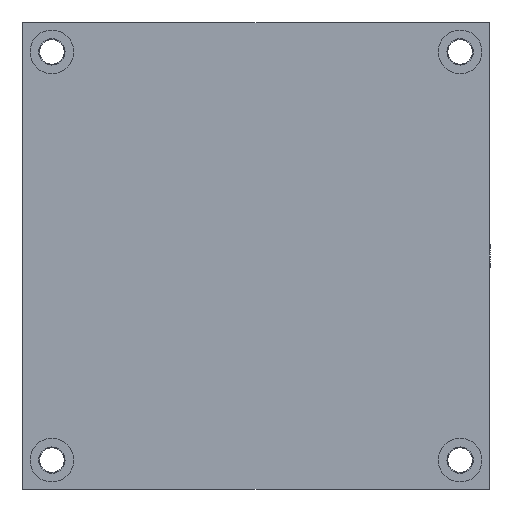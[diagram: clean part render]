
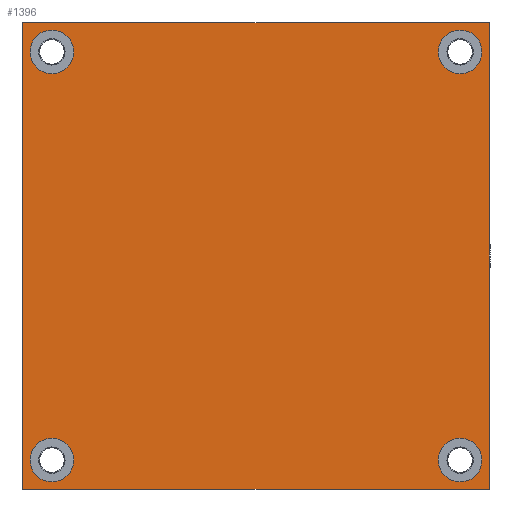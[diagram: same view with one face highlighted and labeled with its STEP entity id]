
A CAD part, front view. The second image highlights one B-rep face of the part: STEP entity #1396.
In plain terms, the highlighted planar face has unit normal (0, -1, 0).
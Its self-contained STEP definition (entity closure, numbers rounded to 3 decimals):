
#86=FACE_BOUND('',#487,.T.);
#87=FACE_BOUND('',#488,.T.);
#88=FACE_BOUND('',#489,.T.);
#89=FACE_BOUND('',#490,.T.);
#152=LINE('',#2545,#219);
#154=LINE('',#2550,#221);
#156=LINE('',#2554,#223);
#157=LINE('',#2555,#224);
#219=VECTOR('',#2039,10.);
#221=VECTOR('',#2043,10.);
#223=VECTOR('',#2047,10.);
#224=VECTOR('',#2048,10.);
#364=FACE_OUTER_BOUND('',#486,.T.);
#486=EDGE_LOOP('',(#1153,#1154,#1155,#1156));
#487=EDGE_LOOP('',(#1157));
#488=EDGE_LOOP('',(#1158));
#489=EDGE_LOOP('',(#1159));
#490=EDGE_LOOP('',(#1160));
#583=CIRCLE('',#1600,7.5);
#588=CIRCLE('',#1609,7.5);
#593=CIRCLE('',#1618,7.5);
#598=CIRCLE('',#1627,7.5);
#691=VERTEX_POINT('',#2445);
#696=VERTEX_POINT('',#2461);
#701=VERTEX_POINT('',#2477);
#706=VERTEX_POINT('',#2493);
#718=VERTEX_POINT('',#2539);
#720=VERTEX_POINT('',#2543);
#722=VERTEX_POINT('',#2548);
#723=VERTEX_POINT('',#2553);
#829=EDGE_CURVE('',#691,#691,#583,.T.);
#836=EDGE_CURVE('',#696,#696,#588,.T.);
#843=EDGE_CURVE('',#701,#701,#593,.T.);
#850=EDGE_CURVE('',#706,#706,#598,.T.);
#874=EDGE_CURVE('',#718,#720,#152,.T.);
#876=EDGE_CURVE('',#722,#720,#154,.T.);
#878=EDGE_CURVE('',#722,#723,#156,.T.);
#879=EDGE_CURVE('',#723,#718,#157,.T.);
#1153=ORIENTED_EDGE('',*,*,#878,.T.);
#1154=ORIENTED_EDGE('',*,*,#879,.T.);
#1155=ORIENTED_EDGE('',*,*,#874,.T.);
#1156=ORIENTED_EDGE('',*,*,#876,.F.);
#1157=ORIENTED_EDGE('',*,*,#829,.T.);
#1158=ORIENTED_EDGE('',*,*,#836,.T.);
#1159=ORIENTED_EDGE('',*,*,#843,.T.);
#1160=ORIENTED_EDGE('',*,*,#850,.T.);
#1317=PLANE('',#1652);
#1396=ADVANCED_FACE('',(#364,#86,#87,#88,#89),#1317,.T.);
#1600=AXIS2_PLACEMENT_3D('',#2446,#1918,#1919);
#1609=AXIS2_PLACEMENT_3D('',#2462,#1938,#1939);
#1618=AXIS2_PLACEMENT_3D('',#2478,#1958,#1959);
#1627=AXIS2_PLACEMENT_3D('',#2494,#1978,#1979);
#1652=AXIS2_PLACEMENT_3D('',#2552,#2045,#2046);
#1918=DIRECTION('center_axis',(0.,1.,0.));
#1919=DIRECTION('ref_axis',(1.,0.,0.));
#1938=DIRECTION('center_axis',(0.,1.,0.));
#1939=DIRECTION('ref_axis',(1.,0.,0.));
#1958=DIRECTION('center_axis',(0.,1.,0.));
#1959=DIRECTION('ref_axis',(1.,0.,0.));
#1978=DIRECTION('center_axis',(0.,1.,0.));
#1979=DIRECTION('ref_axis',(1.,0.,0.));
#2039=DIRECTION('',(1.,0.,0.));
#2043=DIRECTION('',(0.,0.,-1.));
#2045=DIRECTION('center_axis',(0.,-1.,0.));
#2046=DIRECTION('ref_axis',(0.,0.,-1.));
#2047=DIRECTION('',(-1.,0.,0.));
#2048=DIRECTION('',(0.,0.,-1.));
#2445=CARTESIAN_POINT('',(-77.5,-28.,-70.));
#2446=CARTESIAN_POINT('Origin',(-70.,-28.,-70.));
#2461=CARTESIAN_POINT('',(62.5,-28.,-70.));
#2462=CARTESIAN_POINT('Origin',(70.,-28.,-70.));
#2477=CARTESIAN_POINT('',(62.5,-28.,70.));
#2478=CARTESIAN_POINT('Origin',(70.,-28.,70.));
#2493=CARTESIAN_POINT('',(-77.5,-28.,70.));
#2494=CARTESIAN_POINT('Origin',(-70.,-28.,70.));
#2539=CARTESIAN_POINT('',(-80.,-28.,-80.));
#2543=CARTESIAN_POINT('',(80.,-28.,-80.));
#2545=CARTESIAN_POINT('',(80.,-28.,-80.));
#2548=CARTESIAN_POINT('',(80.,-28.,80.));
#2550=CARTESIAN_POINT('',(80.,-28.,0.));
#2552=CARTESIAN_POINT('Origin',(80.,-28.,0.));
#2553=CARTESIAN_POINT('',(-80.,-28.,80.));
#2554=CARTESIAN_POINT('',(80.,-28.,80.));
#2555=CARTESIAN_POINT('',(-80.,-28.,0.));
